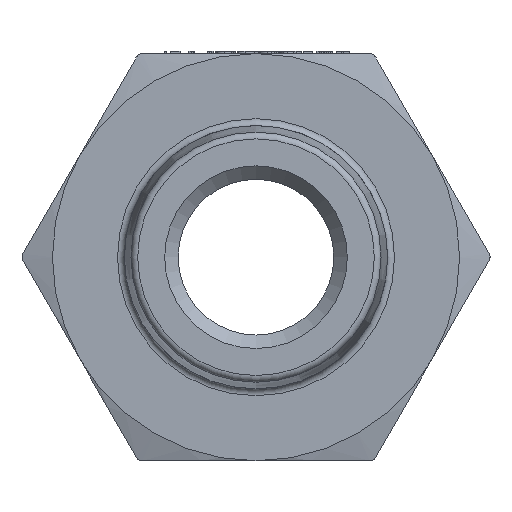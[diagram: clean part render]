
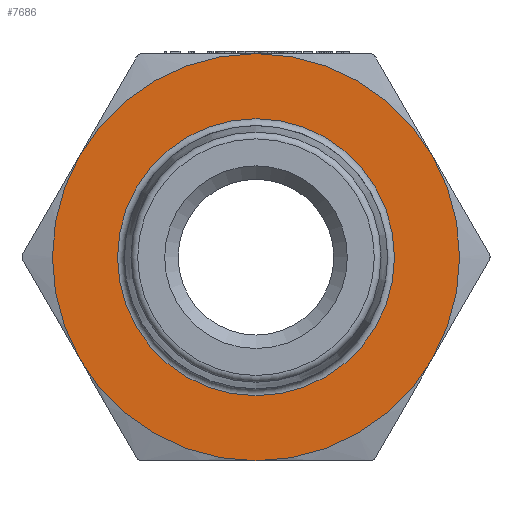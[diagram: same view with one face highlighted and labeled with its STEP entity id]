
A CAD part, left-side view. The second image highlights one B-rep face of the part: STEP entity #7686.
In plain terms, the highlighted planar face has unit normal (-1, 0, 0).
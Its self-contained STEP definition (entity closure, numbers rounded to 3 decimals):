
#75 = EDGE_CURVE ( 'NONE', #2218, #2236, #9238, .T. ) ;
#80 = AXIS2_PLACEMENT_3D ( 'NONE', #4182, #4183, #4208 ) ;
#123 = EDGE_CURVE ( 'NONE', #2271, #2273, #5593, .T. ) ;
#127 = EDGE_CURVE ( 'NONE', #9132, #2271, #5600, .T. ) ;
#129 = AXIS2_PLACEMENT_3D ( 'NONE', #3756, #3755, #3754 ) ;
#131 = EDGE_CURVE ( 'NONE', #2273, #2218, #5430, .T. ) ;
#191 = AXIS2_PLACEMENT_3D ( 'NONE', #12112, #12110, #12113 ) ;
#311 = EDGE_CURVE ( 'NONE', #4224, #4224, #8061, .T. ) ;
#401 = EDGE_CURVE ( 'NONE', #2236, #2238, #10128, .T. ) ;
#405 = AXIS2_PLACEMENT_3D ( 'NONE', #3920, #4173, #4168 ) ;
#527 = EDGE_CURVE ( 'NONE', #2238, #9132, #10168, .T. ) ;
#566 = FACE_OUTER_BOUND ( 'NONE', #2005, .T. ) ;
#631 = FACE_BOUND ( 'NONE', #2041, .T. ) ;
#1003 = PLANE ( 'NONE',  #2805 ) ;
#1004 = CARTESIAN_POINT ( 'NONE',  ( -3.9, 0., 0. ) ) ;
#1005 = DIRECTION ( 'NONE',  ( 1., 0., 0. ) ) ;
#1006 = DIRECTION ( 'NONE',  ( 0., 0., -1. ) ) ;
#1712 = ORIENTED_EDGE ( 'NONE', *, *, #127, .T. ) ;
#1713 = ORIENTED_EDGE ( 'NONE', *, *, #75, .T. ) ;
#1746 = ORIENTED_EDGE ( 'NONE', *, *, #123, .T. ) ;
#1898 = ORIENTED_EDGE ( 'NONE', *, *, #311, .F. ) ;
#2005 = EDGE_LOOP ( 'NONE', ( #1713, #2380, #2254, #1712, #1746, #2434 ) ) ;
#2041 = EDGE_LOOP ( 'NONE', ( #1898 ) ) ;
#2218 = VERTEX_POINT ( 'NONE', #5420 ) ;
#2236 = VERTEX_POINT ( 'NONE', #5413 ) ;
#2238 = VERTEX_POINT ( 'NONE', #5412 ) ;
#2254 = ORIENTED_EDGE ( 'NONE', *, *, #527, .T. ) ;
#2271 = VERTEX_POINT ( 'NONE', #5402 ) ;
#2273 = VERTEX_POINT ( 'NONE', #5401 ) ;
#2380 = ORIENTED_EDGE ( 'NONE', *, *, #401, .T. ) ;
#2434 = ORIENTED_EDGE ( 'NONE', *, *, #131, .T. ) ;
#2805 = AXIS2_PLACEMENT_3D ( 'NONE', #1004, #1005, #1006 ) ;
#3258 = CARTESIAN_POINT ( 'NONE',  ( -3.9, 0., -5.781 ) ) ;
#3265 = CARTESIAN_POINT ( 'NONE',  ( -3.9, 0., 8.5 ) ) ;
#3754 = DIRECTION ( 'NONE',  ( 0., 0., 1. ) ) ;
#3755 = DIRECTION ( 'NONE',  ( -1., 0., 0. ) ) ;
#3756 = CARTESIAN_POINT ( 'NONE',  ( -3.9, 0., 0. ) ) ;
#3920 = CARTESIAN_POINT ( 'NONE',  ( -3.9, 0., 0. ) ) ;
#4168 = DIRECTION ( 'NONE',  ( 0., 0., 1. ) ) ;
#4173 = DIRECTION ( 'NONE',  ( -1., 0., 0. ) ) ;
#4182 = CARTESIAN_POINT ( 'NONE',  ( -3.9, 0., 0. ) ) ;
#4183 = DIRECTION ( 'NONE',  ( -1., 0., 0. ) ) ;
#4208 = DIRECTION ( 'NONE',  ( 0., 0., 1. ) ) ;
#4224 = VERTEX_POINT ( 'NONE', #3258 ) ;
#5401 = CARTESIAN_POINT ( 'NONE',  ( -3.9, 7.361, -4.25 ) ) ;
#5402 = CARTESIAN_POINT ( 'NONE',  ( -3.9, 7.361, 4.25 ) ) ;
#5412 = CARTESIAN_POINT ( 'NONE',  ( -3.9, -7.361, 4.25 ) ) ;
#5413 = CARTESIAN_POINT ( 'NONE',  ( -3.9, -7.361, -4.25 ) ) ;
#5420 = CARTESIAN_POINT ( 'NONE',  ( -3.9, 0., -8.5 ) ) ;
#5430 = CIRCLE ( 'NONE', #191, 8.5 ) ;
#5593 = CIRCLE ( 'NONE', #80, 8.5 ) ;
#5600 = CIRCLE ( 'NONE', #405, 8.5 ) ;
#6075 = DIRECTION ( 'NONE',  ( 0., 0., 1. ) ) ;
#6212 = AXIS2_PLACEMENT_3D ( 'NONE', #6626, #6625, #6624 ) ;
#6288 = CARTESIAN_POINT ( 'NONE',  ( -3.9, 0., 0. ) ) ;
#6552 = DIRECTION ( 'NONE',  ( -1., 0., 0. ) ) ;
#6624 = DIRECTION ( 'NONE',  ( 0., 0., 1. ) ) ;
#6625 = DIRECTION ( 'NONE',  ( -1., 0., 0. ) ) ;
#6626 = CARTESIAN_POINT ( 'NONE',  ( -3.9, 0., 0. ) ) ;
#7686 = ADVANCED_FACE ( 'NONE', ( #566, #631 ), #1003, .F. ) ;
#8061 = CIRCLE ( 'NONE', #12487, 5.781 ) ;
#9132 = VERTEX_POINT ( 'NONE', #3265 ) ;
#9238 = CIRCLE ( 'NONE', #129, 8.5 ) ;
#10128 = CIRCLE ( 'NONE', #12471, 8.5 ) ;
#10168 = CIRCLE ( 'NONE', #6212, 8.5 ) ;
#10494 = CARTESIAN_POINT ( 'NONE',  ( -3.9, 0., 0. ) ) ;
#10495 = DIRECTION ( 'NONE',  ( 0., 0., -1. ) ) ;
#10496 = DIRECTION ( 'NONE',  ( -1., 0., 0. ) ) ;
#12110 = DIRECTION ( 'NONE',  ( -1., 0., 0. ) ) ;
#12112 = CARTESIAN_POINT ( 'NONE',  ( -3.9, 0., 0. ) ) ;
#12113 = DIRECTION ( 'NONE',  ( 0., 0., 1. ) ) ;
#12471 = AXIS2_PLACEMENT_3D ( 'NONE', #6288, #6552, #6075 ) ;
#12487 = AXIS2_PLACEMENT_3D ( 'NONE', #10494, #10496, #10495 ) ;
